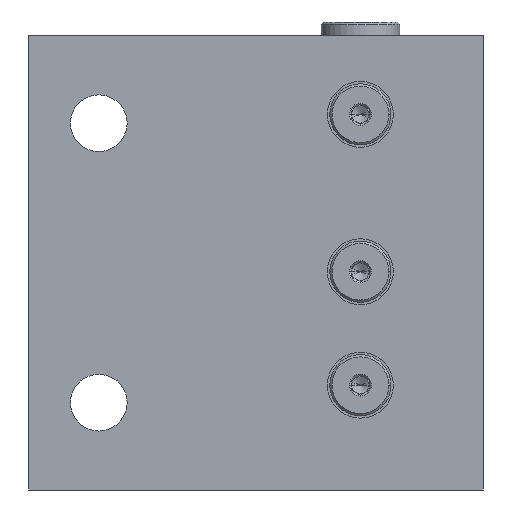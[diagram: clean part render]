
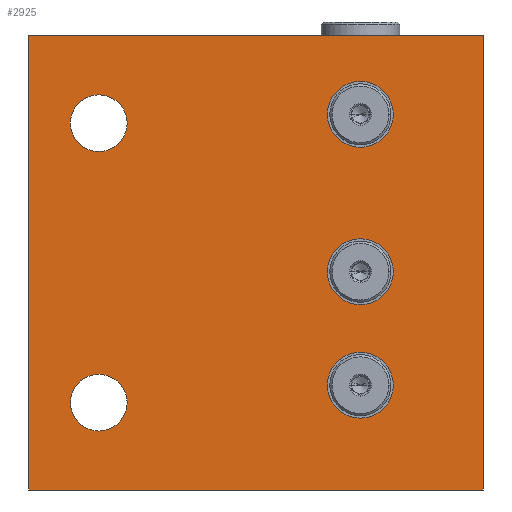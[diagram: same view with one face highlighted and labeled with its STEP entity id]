
A CAD part, front view. The second image highlights one B-rep face of the part: STEP entity #2925.
In plain terms, the highlighted planar face has unit normal (0, -1, 0).
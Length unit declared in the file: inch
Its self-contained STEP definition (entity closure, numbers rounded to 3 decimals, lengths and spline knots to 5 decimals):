
#5=DIRECTION('',(1.,0.,0.));
#6=VECTOR('',#5,3.25);
#7=CARTESIAN_POINT('',(0.,-1.5,0.));
#8=LINE('',#7,#6);
#65=DIRECTION('',(0.,0.,1.));
#66=VECTOR('',#65,3.25);
#67=CARTESIAN_POINT('',(3.25,-1.5,0.));
#68=LINE('',#67,#66);
#89=DIRECTION('',(0.,0.,1.));
#90=VECTOR('',#89,3.25);
#91=CARTESIAN_POINT('',(0.,-1.5,0.));
#92=LINE('',#91,#90);
#93=CARTESIAN_POINT('',(0.5,-1.5,0.625));
#94=DIRECTION('',(0.,1.,0.));
#95=DIRECTION('',(0.,0.,-1.));
#96=AXIS2_PLACEMENT_3D('',#93,#94,#95);
#98=CARTESIAN_POINT('',(0.5,-1.5,0.625));
#99=DIRECTION('',(0.,1.,0.));
#100=DIRECTION('',(0.,0.,1.));
#101=AXIS2_PLACEMENT_3D('',#98,#99,#100);
#103=CARTESIAN_POINT('',(0.5,-1.5,2.625));
#104=DIRECTION('',(0.,1.,0.));
#105=DIRECTION('',(0.,0.,-1.));
#106=AXIS2_PLACEMENT_3D('',#103,#104,#105);
#108=CARTESIAN_POINT('',(0.5,-1.5,2.625));
#109=DIRECTION('',(0.,1.,0.));
#110=DIRECTION('',(0.,0.,1.));
#111=AXIS2_PLACEMENT_3D('',#108,#109,#110);
#113=CARTESIAN_POINT('',(2.372,-1.5,0.75));
#114=DIRECTION('',(0.,1.,0.));
#115=DIRECTION('',(0.,0.,-1.));
#116=AXIS2_PLACEMENT_3D('',#113,#114,#115);
#118=CARTESIAN_POINT('',(2.372,-1.5,0.75));
#119=DIRECTION('',(0.,1.,0.));
#120=DIRECTION('',(0.,0.,1.));
#121=AXIS2_PLACEMENT_3D('',#118,#119,#120);
#123=CARTESIAN_POINT('',(2.372,-1.5,1.562));
#124=DIRECTION('',(0.,1.,0.));
#125=DIRECTION('',(0.,0.,-1.));
#126=AXIS2_PLACEMENT_3D('',#123,#124,#125);
#128=CARTESIAN_POINT('',(2.372,-1.5,1.562));
#129=DIRECTION('',(0.,1.,0.));
#130=DIRECTION('',(0.,0.,1.));
#131=AXIS2_PLACEMENT_3D('',#128,#129,#130);
#133=CARTESIAN_POINT('',(2.372,-1.5,2.688));
#134=DIRECTION('',(0.,1.,0.));
#135=DIRECTION('',(0.,0.,-1.));
#136=AXIS2_PLACEMENT_3D('',#133,#134,#135);
#138=CARTESIAN_POINT('',(2.372,-1.5,2.688));
#139=DIRECTION('',(0.,1.,0.));
#140=DIRECTION('',(0.,0.,1.));
#141=AXIS2_PLACEMENT_3D('',#138,#139,#140);
#155=DIRECTION('',(1.,0.,0.));
#156=VECTOR('',#155,3.25);
#157=CARTESIAN_POINT('',(0.,-1.5,3.25));
#158=LINE('',#157,#156);
#2455=CARTESIAN_POINT('',(0.,-1.5,0.));
#2457=VERTEX_POINT('',#2455);
#2458=CARTESIAN_POINT('',(3.25,-1.5,0.));
#2459=VERTEX_POINT('',#2458);
#2463=CARTESIAN_POINT('',(0.,-1.5,3.25));
#2465=VERTEX_POINT('',#2463);
#2466=CARTESIAN_POINT('',(3.25,-1.5,3.25));
#2467=VERTEX_POINT('',#2466);
#2588=CARTESIAN_POINT('',(0.5,-1.5,0.422));
#2589=CARTESIAN_POINT('',(0.5,-1.5,0.828));
#2590=VERTEX_POINT('',#2588);
#2591=VERTEX_POINT('',#2589);
#2596=CARTESIAN_POINT('',(0.5,-1.5,2.422));
#2597=CARTESIAN_POINT('',(0.5,-1.5,2.828));
#2598=VERTEX_POINT('',#2596);
#2599=VERTEX_POINT('',#2597);
#2624=CARTESIAN_POINT('',(2.372,-1.5,0.514));
#2625=CARTESIAN_POINT('',(2.372,-1.5,0.986));
#2626=VERTEX_POINT('',#2624);
#2627=VERTEX_POINT('',#2625);
#2666=CARTESIAN_POINT('',(2.372,-1.5,1.326));
#2667=CARTESIAN_POINT('',(2.372,-1.5,1.798));
#2668=VERTEX_POINT('',#2666);
#2669=VERTEX_POINT('',#2667);
#2696=CARTESIAN_POINT('',(2.372,-1.5,2.452));
#2697=CARTESIAN_POINT('',(2.372,-1.5,2.924));
#2698=VERTEX_POINT('',#2696);
#2699=VERTEX_POINT('',#2697);
#2883=CARTESIAN_POINT('',(0.,-1.5,0.));
#2884=DIRECTION('',(0.,-1.,0.));
#2885=DIRECTION('',(1.,0.,0.));
#2886=AXIS2_PLACEMENT_3D('',#2883,#2884,#2885);
#2887=PLANE('',#2886);
#2888=ORIENTED_EDGE('',*,*,#2795,.F.);
#2889=ORIENTED_EDGE('',*,*,#2820,.T.);
#2891=ORIENTED_EDGE('',*,*,#2890,.T.);
#2892=ORIENTED_EDGE('',*,*,#2863,.F.);
#2893=EDGE_LOOP('',(#2888,#2889,#2891,#2892));
#2894=FACE_OUTER_BOUND('',#2893,.F.);
#2896=ORIENTED_EDGE('',*,*,#2895,.F.);
#2898=ORIENTED_EDGE('',*,*,#2897,.F.);
#2899=EDGE_LOOP('',(#2896,#2898));
#2900=FACE_BOUND('',#2899,.F.);
#2902=ORIENTED_EDGE('',*,*,#2901,.F.);
#2904=ORIENTED_EDGE('',*,*,#2903,.F.);
#2905=EDGE_LOOP('',(#2902,#2904));
#2906=FACE_BOUND('',#2905,.F.);
#2908=ORIENTED_EDGE('',*,*,#2907,.F.);
#2910=ORIENTED_EDGE('',*,*,#2909,.F.);
#2911=EDGE_LOOP('',(#2908,#2910));
#2912=FACE_BOUND('',#2911,.F.);
#2914=ORIENTED_EDGE('',*,*,#2913,.F.);
#2916=ORIENTED_EDGE('',*,*,#2915,.F.);
#2917=EDGE_LOOP('',(#2914,#2916));
#2918=FACE_BOUND('',#2917,.F.);
#2920=ORIENTED_EDGE('',*,*,#2919,.F.);
#2922=ORIENTED_EDGE('',*,*,#2921,.F.);
#2923=EDGE_LOOP('',(#2920,#2922));
#2924=FACE_BOUND('',#2923,.F.);
#2925=ADVANCED_FACE('',(#2894,#2900,#2906,#2912,#2918,#2924),#2887,.T.);
#97=CIRCLE('',#96,0.203);
#102=CIRCLE('',#101,0.203);
#107=CIRCLE('',#106,0.203);
#112=CIRCLE('',#111,0.203);
#117=CIRCLE('',#116,0.236);
#122=CIRCLE('',#121,0.236);
#127=CIRCLE('',#126,0.236);
#132=CIRCLE('',#131,0.236);
#137=CIRCLE('',#136,0.236);
#142=CIRCLE('',#141,0.236);
#2795=EDGE_CURVE('',#2457,#2459,#8,.T.);
#2820=EDGE_CURVE('',#2457,#2465,#92,.T.);
#2863=EDGE_CURVE('',#2459,#2467,#68,.T.);
#2890=EDGE_CURVE('',#2465,#2467,#158,.T.);
#2895=EDGE_CURVE('',#2590,#2591,#97,.T.);
#2897=EDGE_CURVE('',#2591,#2590,#102,.T.);
#2901=EDGE_CURVE('',#2598,#2599,#107,.T.);
#2903=EDGE_CURVE('',#2599,#2598,#112,.T.);
#2907=EDGE_CURVE('',#2626,#2627,#117,.T.);
#2909=EDGE_CURVE('',#2627,#2626,#122,.T.);
#2913=EDGE_CURVE('',#2668,#2669,#127,.T.);
#2915=EDGE_CURVE('',#2669,#2668,#132,.T.);
#2919=EDGE_CURVE('',#2698,#2699,#137,.T.);
#2921=EDGE_CURVE('',#2699,#2698,#142,.T.);
